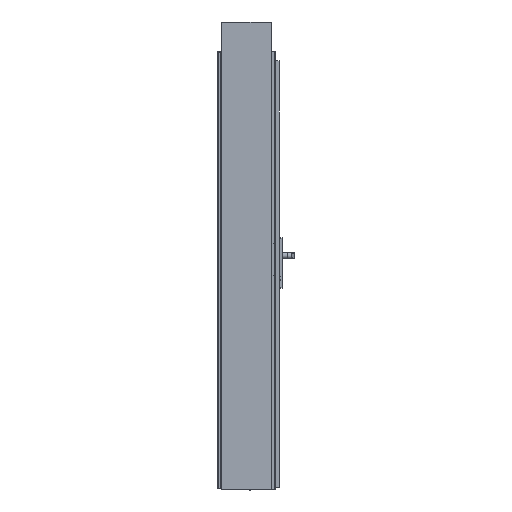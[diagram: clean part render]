
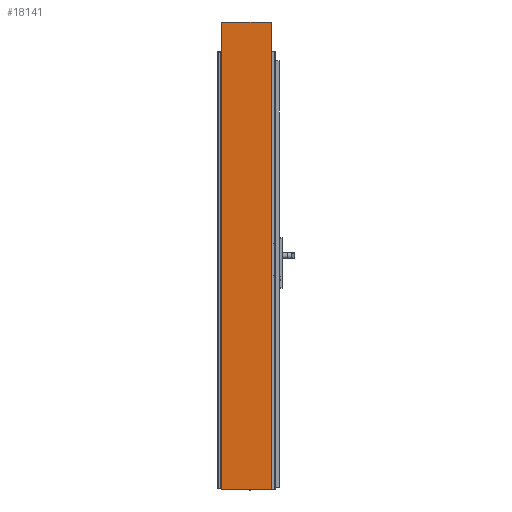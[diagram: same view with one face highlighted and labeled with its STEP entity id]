
A CAD part, left-side view. The second image highlights one B-rep face of the part: STEP entity #18141.
In plain terms, the highlighted planar face has unit normal (-1, 0, 0).
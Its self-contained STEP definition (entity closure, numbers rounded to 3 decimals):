
#18141=ADVANCED_FACE('',(#35151),#28661,.T.);
#28661=PLANE('',#196027);
#35151=FACE_OUTER_BOUND('',#44636,.T.);
#44636=EDGE_LOOP('',(#56502,#56503,#56504,#56505));
#56502=ORIENTED_EDGE('',*,*,#129411,.T.);
#56503=ORIENTED_EDGE('',*,*,#129410,.T.);
#56504=ORIENTED_EDGE('',*,*,#129412,.F.);
#56505=ORIENTED_EDGE('',*,*,#129390,.T.);
#111234=VERTEX_POINT('',#259354);
#111236=VERTEX_POINT('',#259357);
#111248=VERTEX_POINT('',#259393);
#111249=VERTEX_POINT('',#259395);
#129390=EDGE_CURVE('',#111236,#111234,#156770,.T.);
#129410=EDGE_CURVE('',#111248,#111249,#156790,.T.);
#129411=EDGE_CURVE('',#111234,#111248,#156791,.T.);
#129412=EDGE_CURVE('',#111236,#111249,#156792,.T.);
#156770=LINE('',#259356,#176280);
#156790=LINE('',#259396,#176300);
#156791=LINE('',#259398,#176301);
#156792=LINE('',#259399,#176302);
#176280=VECTOR('',#210553,1.);
#176300=VECTOR('',#210585,1.);
#176301=VECTOR('',#210588,1.);
#176302=VECTOR('',#210589,1.);
#196027=AXIS2_PLACEMENT_3D('',#259400,#210590,#210591);
#210553=DIRECTION('',(0.,-1.,0.));
#210585=DIRECTION('',(0.,1.,0.));
#210588=DIRECTION('',(0.,0.,1.));
#210589=DIRECTION('',(0.,0.,1.));
#210590=DIRECTION('',(-1.,0.,0.));
#210591=DIRECTION('',(0.,0.,1.));
#259354=CARTESIAN_POINT('',(-507.5,-5.3,-7.75));
#259356=CARTESIAN_POINT('',(-507.5,229.4,-7.75));
#259357=CARTESIAN_POINT('',(-507.5,229.4,-7.75));
#259393=CARTESIAN_POINT('',(-507.5,-5.3,2215.25));
#259395=CARTESIAN_POINT('',(-507.5,229.4,2215.25));
#259396=CARTESIAN_POINT('',(-507.5,229.4,2215.25));
#259398=CARTESIAN_POINT('',(-507.5,-5.3,2215.25));
#259399=CARTESIAN_POINT('',(-507.5,229.4,2215.25));
#259400=CARTESIAN_POINT('',(-507.5,229.4,2215.25));
